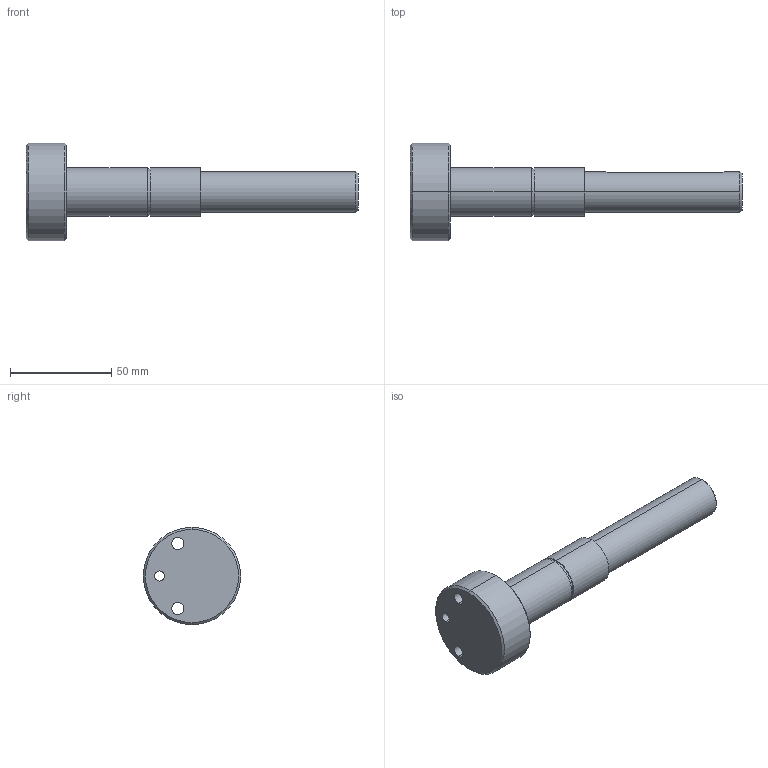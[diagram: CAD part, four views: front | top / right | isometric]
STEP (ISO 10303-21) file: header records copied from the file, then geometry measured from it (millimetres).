
FILE_DESCRIPTION (( 'STEP AP203' ), '1' );
FILE_NAME ('arbre moteur_Défaut_sldprt.STEP', '2019-10-30T13:03:00', ( '' ), ( '' ), 'SwSTEP 2.0', 'SolidWorks 2017', '' );
FILE_SCHEMA (( 'CONFIG_CONTROL_DESIGN' ));
Length unit declared in the file: millimetre
Products named in the file (1): arbre moteur_Défaut_sldprt
Bounding box: 164 x 48 x 48 mm (x, y, z)
Volume: 87299.6 mm3; surface area: 17927.9 mm2
Topology: 1 solids, 1 shells, 42 faces, 94 edges, 59 vertices
Faces by surface type: cylinder 24, plane 10, cone 8
Entity records: 1311 total; most frequent: CARTESIAN_POINT 254, DIRECTION 224, ORIENTED_EDGE 184, AXIS2_PLACEMENT_3D 93, EDGE_CURVE 92, VERTEX_POINT 59, EDGE_LOOP 55, CIRCLE 50
